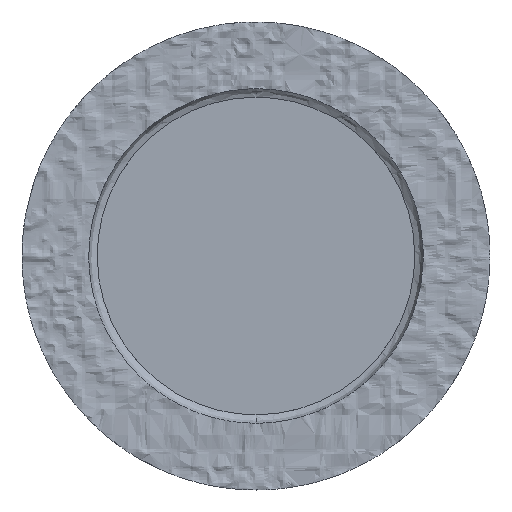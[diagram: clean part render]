
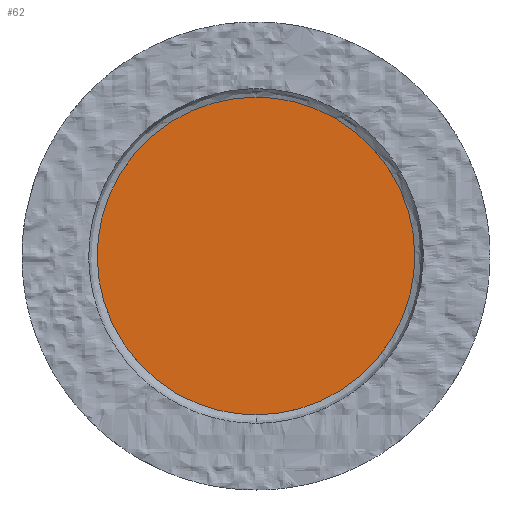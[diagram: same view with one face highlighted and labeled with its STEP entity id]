
A CAD part, top view. The second image highlights one B-rep face of the part: STEP entity #62.
In plain terms, the highlighted planar face has unit normal (0, 0, 1).
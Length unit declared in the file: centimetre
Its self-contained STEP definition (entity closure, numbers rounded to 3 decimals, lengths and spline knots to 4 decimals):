
#62=ADVANCED_FACE($,(#106),#439,.T.);
#106=FACE_OUTER_BOUND($,#150,.T.);
#150=EDGE_LOOP($,(#290,#291));
#290=ORIENTED_EDGE($,*,*,#364,.T.);
#291=ORIENTED_EDGE($,*,*,#367,.T.);
#364=EDGE_CURVE($,#413,#415,#509,.T.);
#367=EDGE_CURVE($,#415,#413,#511,.T.);
#413=VERTEX_POINT($,#40337);
#415=VERTEX_POINT($,#40339);
#439=PLANE($,#616);
#509=(
BOUNDED_CURVE()
B_SPLINE_CURVE(2,(#40297,#40298,#40299,#40300,#40301),.UNSPECIFIED.,.F.,
.F.)
B_SPLINE_CURVE_WITH_KNOTS((3,2,3),(0.,98.9602,197.9203),
.UNSPECIFIED.)
CURVE()
GEOMETRIC_REPRESENTATION_ITEM()
RATIONAL_B_SPLINE_CURVE((1.,0.707,1.,0.707,1.))
REPRESENTATION_ITEM($)
);
#511=(
BOUNDED_CURVE()
B_SPLINE_CURVE(2,(#40309,#40310,#40311,#40312,#40313),.UNSPECIFIED.,.F.,
.F.)
B_SPLINE_CURVE_WITH_KNOTS((3,2,3),(197.9203,296.8805,395.8407),
.UNSPECIFIED.)
CURVE()
GEOMETRIC_REPRESENTATION_ITEM()
RATIONAL_B_SPLINE_CURVE((1.,0.707,1.,0.707,1.))
REPRESENTATION_ITEM($)
);
#616=AXIS2_PLACEMENT_3D($,#40325,#636,$);
#636=DIRECTION($,(0.,0.,1.));
#40297=CARTESIAN_POINT($,(63.,20.25,3.2));
#40298=CARTESIAN_POINT($,(105.75,20.25,3.2));
#40299=CARTESIAN_POINT($,(105.75,63.,3.2));
#40300=CARTESIAN_POINT($,(105.75,105.75,3.2));
#40301=CARTESIAN_POINT($,(63.,105.75,3.2));
#40309=CARTESIAN_POINT($,(63.,105.75,3.2));
#40310=CARTESIAN_POINT($,(20.25,105.75,3.2));
#40311=CARTESIAN_POINT($,(20.25,63.,3.2));
#40312=CARTESIAN_POINT($,(20.25,20.25,3.2));
#40313=CARTESIAN_POINT($,(63.,20.25,3.2));
#40325=CARTESIAN_POINT($,(20.25,20.25,3.2));
#40337=CARTESIAN_POINT($,(63.,20.25,3.2));
#40339=CARTESIAN_POINT($,(63.,105.75,3.2));
